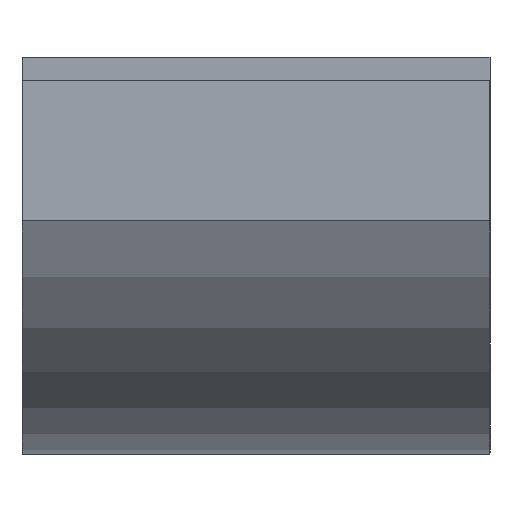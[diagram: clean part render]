
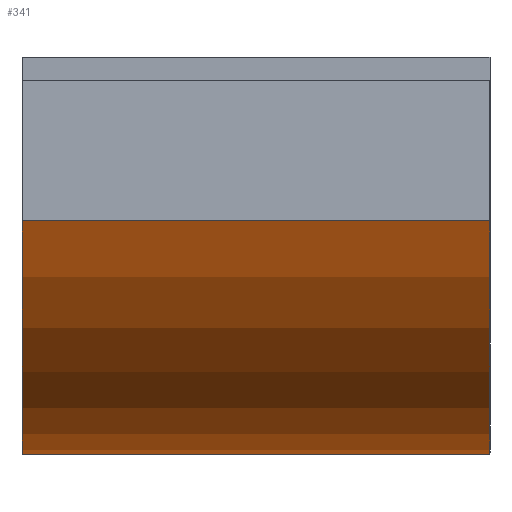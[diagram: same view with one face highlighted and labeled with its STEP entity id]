
A CAD part, left-side view. The second image highlights one B-rep face of the part: STEP entity #341.
In plain terms, the highlighted cylindrical face has radius 8 mm (diameter 16 mm), a partial arc.
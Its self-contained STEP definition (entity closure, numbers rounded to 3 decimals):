
#5 = LINE ( 'NONE', #468, #104 ) ;
#19 = CARTESIAN_POINT ( 'NONE',  ( 19.416, 10., 0. ) ) ;
#33 = CYLINDRICAL_SURFACE ( 'NONE', #182, 8. ) ;
#45 = ORIENTED_EDGE ( 'NONE', *, *, #85, .T. ) ;
#73 = DIRECTION ( 'NONE',  ( 0., -1., 0. ) ) ;
#79 = VERTEX_POINT ( 'NONE', #250 ) ;
#80 = VERTEX_POINT ( 'NONE', #359 ) ;
#85 = EDGE_CURVE ( 'NONE', #79, #221, #486, .T. ) ;
#91 = LINE ( 'NONE', #289, #150 ) ;
#94 = AXIS2_PLACEMENT_3D ( 'NONE', #292, #325, #370 ) ;
#104 = VECTOR ( 'NONE', #272, 1000. ) ;
#127 = CIRCLE ( 'NONE', #94, 8. ) ;
#150 = VECTOR ( 'NONE', #326, 1000. ) ;
#157 = CARTESIAN_POINT ( 'NONE',  ( 12., 0., -3. ) ) ;
#171 = CARTESIAN_POINT ( 'NONE',  ( 12., 10., -3. ) ) ;
#177 = EDGE_CURVE ( 'NONE', #349, #221, #5, .T. ) ;
#182 = AXIS2_PLACEMENT_3D ( 'NONE', #19, #73, #215 ) ;
#198 = ORIENTED_EDGE ( 'NONE', *, *, #301, .T. ) ;
#214 = EDGE_LOOP ( 'NONE', ( #338, #198, #45, #239 ) ) ;
#215 = DIRECTION ( 'NONE',  ( 0., 0., -1. ) ) ;
#221 = VERTEX_POINT ( 'NONE', #157 ) ;
#239 = ORIENTED_EDGE ( 'NONE', *, *, #177, .F. ) ;
#250 = CARTESIAN_POINT ( 'NONE',  ( 19.416, 0., -8. ) ) ;
#257 = FACE_OUTER_BOUND ( 'NONE', #214, .T. ) ;
#272 = DIRECTION ( 'NONE',  ( 0., -1., 0. ) ) ;
#289 = CARTESIAN_POINT ( 'NONE',  ( 19.416, 10., -8. ) ) ;
#292 = CARTESIAN_POINT ( 'NONE',  ( 19.416, 10., 0. ) ) ;
#301 = EDGE_CURVE ( 'NONE', #80, #79, #91, .T. ) ;
#305 = EDGE_CURVE ( 'NONE', #80, #349, #127, .T. ) ;
#325 = DIRECTION ( 'NONE',  ( 0., 1., 0. ) ) ;
#326 = DIRECTION ( 'NONE',  ( 0., -1., 0. ) ) ;
#338 = ORIENTED_EDGE ( 'NONE', *, *, #305, .F. ) ;
#341 = ADVANCED_FACE ( 'NONE', ( #257 ), #33, .T. ) ;
#349 = VERTEX_POINT ( 'NONE', #171 ) ;
#359 = CARTESIAN_POINT ( 'NONE',  ( 19.416, 10., -8. ) ) ;
#370 = DIRECTION ( 'NONE',  ( 0., 0., 1. ) ) ;
#374 = AXIS2_PLACEMENT_3D ( 'NONE', #433, #440, #476 ) ;
#433 = CARTESIAN_POINT ( 'NONE',  ( 19.416, 0., 0. ) ) ;
#440 = DIRECTION ( 'NONE',  ( 0., 1., 0. ) ) ;
#468 = CARTESIAN_POINT ( 'NONE',  ( 12., 10., -3. ) ) ;
#476 = DIRECTION ( 'NONE',  ( 0., 0., 1. ) ) ;
#486 = CIRCLE ( 'NONE', #374, 8. ) ;
